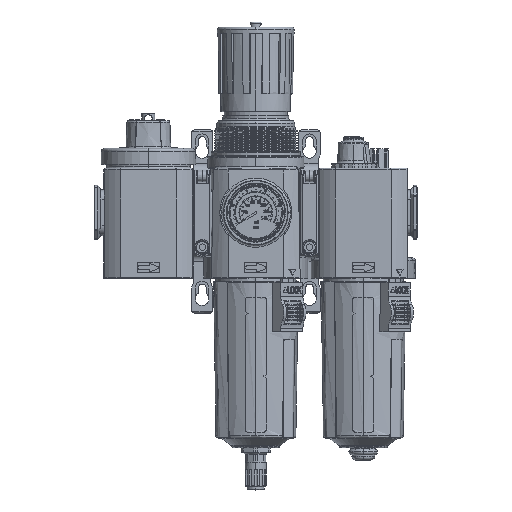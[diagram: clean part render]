
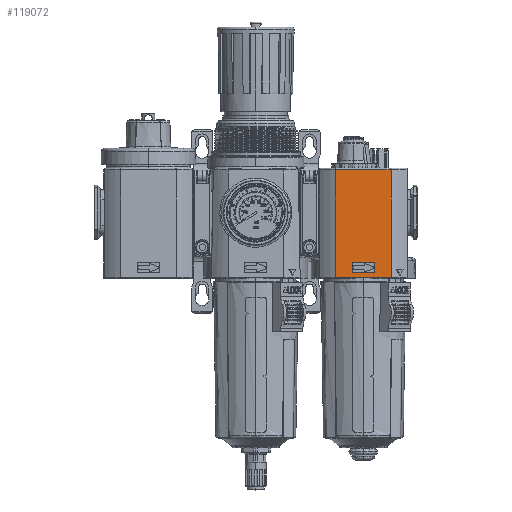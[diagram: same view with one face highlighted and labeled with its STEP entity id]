
A CAD part, top view. The second image highlights one B-rep face of the part: STEP entity #119072.
In plain terms, the highlighted planar face has unit normal (0, 0, 1).
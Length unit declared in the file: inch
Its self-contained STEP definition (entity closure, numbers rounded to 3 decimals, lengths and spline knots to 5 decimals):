
#399 = EDGE_LOOP ( 'NONE', ( #21237, #151546, #77686, #70064 ) ) ;
#1579 = EDGE_CURVE ( 'NONE', #85352, #54317, #61162, .T. ) ;
#5123 = EDGE_CURVE ( 'NONE', #144949, #50955, #149670, .T. ) ;
#6382 = CARTESIAN_POINT ( 'NONE',  ( 4.79869, 2.77559, 1.41732 ) ) ;
#7117 = CARTESIAN_POINT ( 'NONE',  ( 7.08661, 0.00984, 1.41732 ) ) ;
#8840 = VERTEX_POINT ( 'NONE', #118783 ) ;
#10272 = FACE_OUTER_BOUND ( 'NONE', #399, .T. ) ;
#12089 = FACE_BOUND ( 'NONE', #141588, .T. ) ;
#13390 = CARTESIAN_POINT ( 'NONE',  ( 5.22657, 2.77559, 1.41732 ) ) ;
#14723 = EDGE_CURVE ( 'NONE', #50955, #31214, #50326, .T. ) ;
#15656 = CARTESIAN_POINT ( 'NONE',  ( 5.26201, 0.12795, 1.41732 ) ) ;
#17867 = EDGE_CURVE ( 'NONE', #19086, #34300, #173863, .T. ) ;
#19086 = VERTEX_POINT ( 'NONE', #147823 ) ;
#20199 = AXIS2_PLACEMENT_3D ( 'NONE', #69385, #123334, #149861 ) ;
#20355 = EDGE_CURVE ( 'NONE', #128626, #8840, #109435, .T. ) ;
#20703 = VECTOR ( 'NONE', #134181, 39.37008 ) ;
#21237 = ORIENTED_EDGE ( 'NONE', *, *, #14723, .F. ) ;
#25845 = CARTESIAN_POINT ( 'NONE',  ( 7.08661, 2.77559, 1.41732 ) ) ;
#26734 = DIRECTION ( 'NONE',  ( 0., 0., -1. ) ) ;
#27780 = DIRECTION ( 'NONE',  ( 1., 0., 0. ) ) ;
#31214 = VERTEX_POINT ( 'NONE', #6382 ) ;
#34300 = VERTEX_POINT ( 'NONE', #54719 ) ;
#35182 = VECTOR ( 'NONE', #172807, 39.37008 ) ;
#37491 = LINE ( 'NONE', #78621, #35182 ) ;
#37761 = DIRECTION ( 'NONE',  ( 0., 0., -1. ) ) ;
#39770 = VECTOR ( 'NONE', #178738, 39.37008 ) ;
#40847 = DIRECTION ( 'NONE',  ( 0., -1., 0. ) ) ;
#41049 = LINE ( 'NONE', #52936, #104840 ) ;
#41262 = AXIS2_PLACEMENT_3D ( 'NONE', #97272, #152983, #27780 ) ;
#50326 = LINE ( 'NONE', #62251, #124940 ) ;
#50955 = VERTEX_POINT ( 'NONE', #158982 ) ;
#52936 = CARTESIAN_POINT ( 'NONE',  ( 7.08661, 2.77559, 1.41732 ) ) ;
#53590 = CARTESIAN_POINT ( 'NONE',  ( 5.79705, 0.16339, 1.41732 ) ) ;
#54158 = CARTESIAN_POINT ( 'NONE',  ( 5.76161, 0.37244, 1.41732 ) ) ;
#54317 = VERTEX_POINT ( 'NONE', #106665 ) ;
#54719 = CARTESIAN_POINT ( 'NONE',  ( 5.79705, 0.37244, 1.41732 ) ) ;
#57059 = AXIS2_PLACEMENT_3D ( 'NONE', #54158, #26734, #138234 ) ;
#57470 = VECTOR ( 'NONE', #134168, 39.37008 ) ;
#59395 = DIRECTION ( 'NONE',  ( 0., 0., -1. ) ) ;
#60097 = EDGE_CURVE ( 'NONE', #31214, #136766, #41049, .T. ) ;
#61162 = CIRCLE ( 'NONE', #131255, 0.03543 ) ;
#62251 = CARTESIAN_POINT ( 'NONE',  ( 4.79869, 0., 1.41732 ) ) ;
#62646 = VERTEX_POINT ( 'NONE', #15656 ) ;
#63266 = EDGE_CURVE ( 'NONE', #19086, #87230, #67365, .T. ) ;
#67365 = LINE ( 'NONE', #164246, #57470 ) ;
#69385 = CARTESIAN_POINT ( 'NONE',  ( 5.26201, 0.37244, 1.41732 ) ) ;
#69683 = EDGE_CURVE ( 'NONE', #62646, #8840, #134687, .T. ) ;
#70064 = ORIENTED_EDGE ( 'NONE', *, *, #60097, .F. ) ;
#77686 = ORIENTED_EDGE ( 'NONE', *, *, #100963, .F. ) ;
#78621 = CARTESIAN_POINT ( 'NONE',  ( 5.79705, 2.77559, 1.41732 ) ) ;
#81406 = EDGE_CURVE ( 'NONE', #128626, #87230, #157339, .T. ) ;
#85352 = VERTEX_POINT ( 'NONE', #53590 ) ;
#87230 = VERTEX_POINT ( 'NONE', #180207 ) ;
#94235 = ORIENTED_EDGE ( 'NONE', *, *, #20355, .F. ) ;
#94362 = EDGE_CURVE ( 'NONE', #62646, #54317, #137645, .T. ) ;
#95188 = LINE ( 'NONE', #140790, #143647 ) ;
#96035 = ORIENTED_EDGE ( 'NONE', *, *, #1579, .T. ) ;
#96832 = DIRECTION ( 'NONE',  ( 1., 0., 0. ) ) ;
#97272 = CARTESIAN_POINT ( 'NONE',  ( 5.26201, 0.16339, 1.41732 ) ) ;
#100963 = EDGE_CURVE ( 'NONE', #136766, #144949, #95188, .T. ) ;
#104840 = VECTOR ( 'NONE', #96832, 39.37008 ) ;
#105511 = CARTESIAN_POINT ( 'NONE',  ( 6.22493, 2.77559, 1.41732 ) ) ;
#105980 = ORIENTED_EDGE ( 'NONE', *, *, #81406, .T. ) ;
#106665 = CARTESIAN_POINT ( 'NONE',  ( 5.76161, 0.12795, 1.41732 ) ) ;
#107729 = ORIENTED_EDGE ( 'NONE', *, *, #69683, .T. ) ;
#109435 = LINE ( 'NONE', #13390, #132802 ) ;
#111825 = ORIENTED_EDGE ( 'NONE', *, *, #17867, .T. ) ;
#114301 = CARTESIAN_POINT ( 'NONE',  ( 5.76161, 0.16339, 1.41732 ) ) ;
#118049 = DIRECTION ( 'NONE',  ( 0., 1., 0. ) ) ;
#118783 = CARTESIAN_POINT ( 'NONE',  ( 5.22657, 0.16339, 1.41732 ) ) ;
#119072 = ADVANCED_FACE ( 'NONE', ( #10272, #12089 ), #162059, .F. ) ;
#122728 = DIRECTION ( 'NONE',  ( -1., 0., 0. ) ) ;
#123334 = DIRECTION ( 'NONE',  ( 0., 0., -1. ) ) ;
#124940 = VECTOR ( 'NONE', #118049, 39.37008 ) ;
#126175 = DIRECTION ( 'NONE',  ( 0., -1., 0. ) ) ;
#128626 = VERTEX_POINT ( 'NONE', #143461 ) ;
#128649 = ORIENTED_EDGE ( 'NONE', *, *, #63266, .F. ) ;
#131255 = AXIS2_PLACEMENT_3D ( 'NONE', #114301, #59395, #143496 ) ;
#131311 = CARTESIAN_POINT ( 'NONE',  ( 6.22493, 0.00984, 1.41732 ) ) ;
#132802 = VECTOR ( 'NONE', #40847, 39.37008 ) ;
#134168 = DIRECTION ( 'NONE',  ( -1., 0., 0. ) ) ;
#134181 = DIRECTION ( 'NONE',  ( -1., 0., 0. ) ) ;
#134687 = CIRCLE ( 'NONE', #41262, 0.03543 ) ;
#136766 = VERTEX_POINT ( 'NONE', #105511 ) ;
#137645 = LINE ( 'NONE', #165053, #39770 ) ;
#138234 = DIRECTION ( 'NONE',  ( 1., 0., 0. ) ) ;
#138274 = AXIS2_PLACEMENT_3D ( 'NONE', #25845, #37761, #122728 ) ;
#140790 = CARTESIAN_POINT ( 'NONE',  ( 6.22493, 2.77559, 1.41732 ) ) ;
#141588 = EDGE_LOOP ( 'NONE', ( #105980, #128649, #111825, #173322, #96035, #170010, #107729, #94235 ) ) ;
#143461 = CARTESIAN_POINT ( 'NONE',  ( 5.22657, 0.37244, 1.41732 ) ) ;
#143496 = DIRECTION ( 'NONE',  ( 1., 0., 0. ) ) ;
#143647 = VECTOR ( 'NONE', #126175, 39.37008 ) ;
#144949 = VERTEX_POINT ( 'NONE', #131311 ) ;
#147823 = CARTESIAN_POINT ( 'NONE',  ( 5.76161, 0.40787, 1.41732 ) ) ;
#149670 = LINE ( 'NONE', #7117, #20703 ) ;
#149861 = DIRECTION ( 'NONE',  ( 1., 0., 0. ) ) ;
#151546 = ORIENTED_EDGE ( 'NONE', *, *, #5123, .F. ) ;
#152983 = DIRECTION ( 'NONE',  ( 0., 0., -1. ) ) ;
#157339 = CIRCLE ( 'NONE', #20199, 0.03543 ) ;
#158982 = CARTESIAN_POINT ( 'NONE',  ( 4.79869, 0.00984, 1.41732 ) ) ;
#159402 = EDGE_CURVE ( 'NONE', #85352, #34300, #37491, .T. ) ;
#162059 = PLANE ( 'NONE',  #138274 ) ;
#164246 = CARTESIAN_POINT ( 'NONE',  ( 7.08661, 0.40787, 1.41732 ) ) ;
#165053 = CARTESIAN_POINT ( 'NONE',  ( 7.08661, 0.12795, 1.41732 ) ) ;
#170010 = ORIENTED_EDGE ( 'NONE', *, *, #94362, .F. ) ;
#172807 = DIRECTION ( 'NONE',  ( 0., 1., 0. ) ) ;
#173322 = ORIENTED_EDGE ( 'NONE', *, *, #159402, .F. ) ;
#173863 = CIRCLE ( 'NONE', #57059, 0.03543 ) ;
#178738 = DIRECTION ( 'NONE',  ( 1., 0., 0. ) ) ;
#180207 = CARTESIAN_POINT ( 'NONE',  ( 5.26201, 0.40787, 1.41732 ) ) ;
